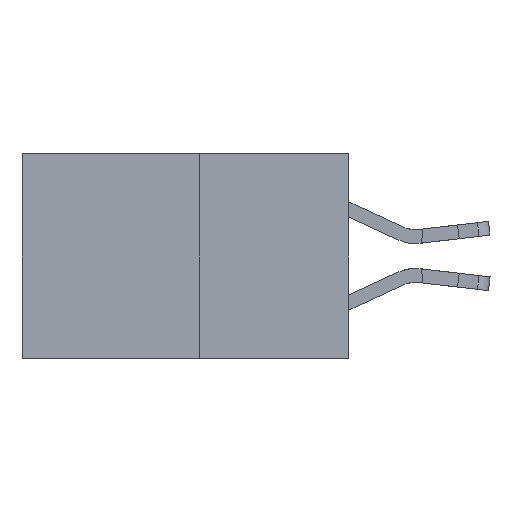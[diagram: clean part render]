
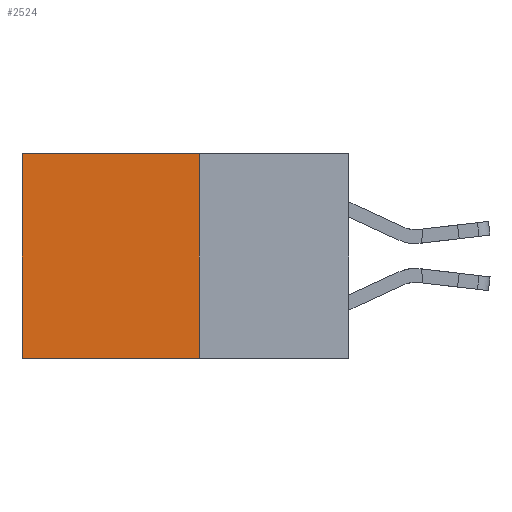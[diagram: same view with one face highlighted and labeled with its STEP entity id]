
A CAD part, left-side view. The second image highlights one B-rep face of the part: STEP entity #2524.
In plain terms, the highlighted planar face has unit normal (-1, 0, 0).
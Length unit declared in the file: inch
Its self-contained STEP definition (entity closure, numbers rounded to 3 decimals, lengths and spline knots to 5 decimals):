
#1228 = VERTEX_POINT ( 'NONE', #3819 ) ;
#1451 = DIRECTION ( 'NONE',  ( 0., 0., -1. ) ) ;
#2524 = ADVANCED_FACE ( 'NONE', ( #7951 ), #19717, .F. ) ;
#2907 = CARTESIAN_POINT ( 'NONE',  ( 0.277, 0.27, -0.37 ) ) ;
#3332 = EDGE_CURVE ( 'NONE', #10048, #1228, #10609, .T. ) ;
#3784 = EDGE_CURVE ( 'NONE', #10007, #1228, #15156, .T. ) ;
#3819 = CARTESIAN_POINT ( 'NONE',  ( 0.277, 0.59, -0.37 ) ) ;
#5558 = VERTEX_POINT ( 'NONE', #13267 ) ;
#5943 = CARTESIAN_POINT ( 'NONE',  ( 0.277, 0.59, -0.37 ) ) ;
#5992 = VECTOR ( 'NONE', #1451, 39.37008 ) ;
#6250 = DIRECTION ( 'NONE',  ( 0., 0., -1. ) ) ;
#6382 = DIRECTION ( 'NONE',  ( 0., 1., 0. ) ) ;
#6532 = CARTESIAN_POINT ( 'NONE',  ( 0.277, 0.27, 0. ) ) ;
#6602 = EDGE_CURVE ( 'NONE', #5558, #10048, #17147, .T. ) ;
#7123 = EDGE_CURVE ( 'NONE', #5558, #10007, #16067, .T. ) ;
#7687 = DIRECTION ( 'NONE',  ( 1., 0., 0. ) ) ;
#7951 = FACE_OUTER_BOUND ( 'NONE', #9793, .T. ) ;
#8067 = VECTOR ( 'NONE', #20300, 39.37008 ) ;
#8580 = CARTESIAN_POINT ( 'NONE',  ( 0.277, 0.27, -0.37 ) ) ;
#8719 = CARTESIAN_POINT ( 'NONE',  ( 0.277, 0.59, 0. ) ) ;
#9757 = DIRECTION ( 'NONE',  ( 0., 1., 0. ) ) ;
#9793 = EDGE_LOOP ( 'NONE', ( #20413, #19436, #15002, #18981 ) ) ;
#10007 = VERTEX_POINT ( 'NONE', #8719 ) ;
#10048 = VERTEX_POINT ( 'NONE', #13965 ) ;
#10609 = LINE ( 'NONE', #2907, #19129 ) ;
#12775 = AXIS2_PLACEMENT_3D ( 'NONE', #8580, #7687, #6250 ) ;
#13267 = CARTESIAN_POINT ( 'NONE',  ( 0.277, 0.27, 0. ) ) ;
#13965 = CARTESIAN_POINT ( 'NONE',  ( 0.277, 0.27, -0.37 ) ) ;
#15002 = ORIENTED_EDGE ( 'NONE', *, *, #6602, .F. ) ;
#15156 = LINE ( 'NONE', #5943, #5992 ) ;
#16067 = LINE ( 'NONE', #6532, #16590 ) ;
#16590 = VECTOR ( 'NONE', #6382, 39.37008 ) ;
#17147 = LINE ( 'NONE', #21706, #8067 ) ;
#18981 = ORIENTED_EDGE ( 'NONE', *, *, #7123, .T. ) ;
#19129 = VECTOR ( 'NONE', #9757, 39.37008 ) ;
#19436 = ORIENTED_EDGE ( 'NONE', *, *, #3332, .F. ) ;
#19717 = PLANE ( 'NONE',  #12775 ) ;
#20300 = DIRECTION ( 'NONE',  ( 0., 0., -1. ) ) ;
#20413 = ORIENTED_EDGE ( 'NONE', *, *, #3784, .T. ) ;
#21706 = CARTESIAN_POINT ( 'NONE',  ( 0.277, 0.27, -0.37 ) ) ;
